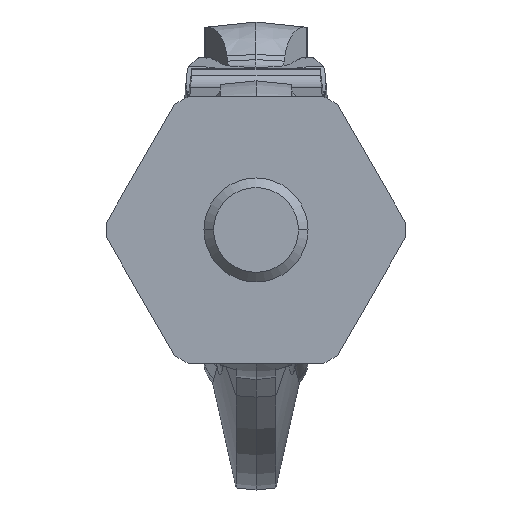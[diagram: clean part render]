
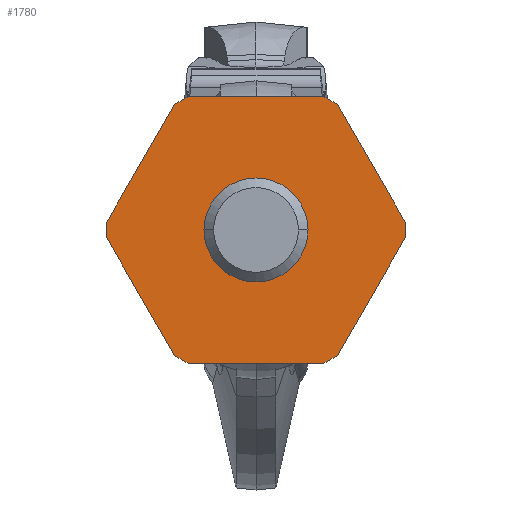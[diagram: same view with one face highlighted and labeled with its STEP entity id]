
A CAD part, front view. The second image highlights one B-rep face of the part: STEP entity #1780.
In plain terms, the highlighted planar face has unit normal (0, -1, 0).
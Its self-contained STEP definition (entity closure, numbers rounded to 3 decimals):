
#249=DIRECTION('',(-0.5,0.,0.866));
#250=VECTOR('',#249,20.857);
#251=CARTESIAN_POINT('',(-12.539,0.,-19.281));
#252=LINE('',#251,#250);
#253=CARTESIAN_POINT('',(0.,0.,0.));
#254=DIRECTION('',(0.,1.,0.));
#255=DIRECTION('',(-0.999,0.,-0.053));
#256=AXIS2_PLACEMENT_3D('',#253,#254,#255);
#258=DIRECTION('',(0.5,0.,0.866));
#259=VECTOR('',#258,20.857);
#260=CARTESIAN_POINT('',(-22.968,0.,1.219));
#261=LINE('',#260,#259);
#262=CARTESIAN_POINT('',(0.,0.,0.));
#263=DIRECTION('',(0.,1.,0.));
#264=DIRECTION('',(-0.545,0.,0.838));
#265=AXIS2_PLACEMENT_3D('',#262,#263,#264);
#267=DIRECTION('',(1.,0.,0.));
#268=VECTOR('',#267,20.857);
#269=CARTESIAN_POINT('',(-10.428,0.,20.5));
#270=LINE('',#269,#268);
#271=CARTESIAN_POINT('',(0.,0.,0.));
#272=DIRECTION('',(0.,1.,0.));
#273=DIRECTION('',(0.453,0.,0.891));
#274=AXIS2_PLACEMENT_3D('',#271,#272,#273);
#276=DIRECTION('',(0.5,0.,-0.866));
#277=VECTOR('',#276,20.857);
#278=CARTESIAN_POINT('',(12.539,0.,19.281));
#279=LINE('',#278,#277);
#280=CARTESIAN_POINT('',(0.,0.,0.));
#281=DIRECTION('',(0.,1.,0.));
#282=DIRECTION('',(0.999,0.,0.053));
#283=AXIS2_PLACEMENT_3D('',#280,#281,#282);
#285=DIRECTION('',(-0.5,0.,-0.866));
#286=VECTOR('',#285,20.857);
#287=CARTESIAN_POINT('',(22.968,0.,-1.219));
#288=LINE('',#287,#286);
#289=CARTESIAN_POINT('',(0.,0.,0.));
#290=DIRECTION('',(0.,1.,0.));
#291=DIRECTION('',(0.545,0.,-0.838));
#292=AXIS2_PLACEMENT_3D('',#289,#290,#291);
#294=DIRECTION('',(-1.,0.,0.));
#295=VECTOR('',#294,20.857);
#296=CARTESIAN_POINT('',(10.428,0.,-20.5));
#297=LINE('',#296,#295);
#298=CARTESIAN_POINT('',(0.,0.,0.));
#299=DIRECTION('',(0.,1.,0.));
#300=DIRECTION('',(-0.453,0.,-0.891));
#301=AXIS2_PLACEMENT_3D('',#298,#299,#300);
#303=CARTESIAN_POINT('',(0.,0.,0.));
#304=DIRECTION('',(0.,-1.,0.));
#305=DIRECTION('',(1.,0.,0.));
#306=AXIS2_PLACEMENT_3D('',#303,#304,#305);
#308=CARTESIAN_POINT('',(0.,0.,0.));
#309=DIRECTION('',(0.,-1.,0.));
#310=DIRECTION('',(-1.,0.,0.));
#311=AXIS2_PLACEMENT_3D('',#308,#309,#310);
#1199=CARTESIAN_POINT('',(-12.539,0.,-19.281));
#1200=CARTESIAN_POINT('',(-22.968,0.,-1.219));
#1201=VERTEX_POINT('',#1199);
#1202=VERTEX_POINT('',#1200);
#1203=CARTESIAN_POINT('',(-10.428,0.,-20.5));
#1204=VERTEX_POINT('',#1203);
#1205=CARTESIAN_POINT('',(10.428,0.,-20.5));
#1206=VERTEX_POINT('',#1205);
#1207=CARTESIAN_POINT('',(12.539,0.,-19.281));
#1208=VERTEX_POINT('',#1207);
#1209=CARTESIAN_POINT('',(22.968,0.,-1.219));
#1210=VERTEX_POINT('',#1209);
#1211=CARTESIAN_POINT('',(22.968,0.,1.219));
#1212=VERTEX_POINT('',#1211);
#1213=CARTESIAN_POINT('',(12.539,0.,19.281));
#1214=VERTEX_POINT('',#1213);
#1215=CARTESIAN_POINT('',(10.428,0.,20.5));
#1216=VERTEX_POINT('',#1215);
#1217=CARTESIAN_POINT('',(-10.428,0.,20.5));
#1218=VERTEX_POINT('',#1217);
#1219=CARTESIAN_POINT('',(-12.539,0.,19.281));
#1220=VERTEX_POINT('',#1219);
#1221=CARTESIAN_POINT('',(-22.968,0.,1.219));
#1222=VERTEX_POINT('',#1221);
#1567=CARTESIAN_POINT('',(6.85,0.,0.));
#1569=VERTEX_POINT('',#1567);
#1572=CARTESIAN_POINT('',(-6.85,0.,0.));
#1574=VERTEX_POINT('',#1572);
#1744=CARTESIAN_POINT('',(0.,0.,0.));
#1745=DIRECTION('',(0.,1.,0.));
#1746=DIRECTION('',(1.,0.,0.));
#1747=AXIS2_PLACEMENT_3D('',#1744,#1745,#1746);
#1748=PLANE('',#1747);
#1750=ORIENTED_EDGE('',*,*,#1749,.T.);
#1752=ORIENTED_EDGE('',*,*,#1751,.T.);
#1754=ORIENTED_EDGE('',*,*,#1753,.T.);
#1756=ORIENTED_EDGE('',*,*,#1755,.T.);
#1757=ORIENTED_EDGE('',*,*,#1608,.T.);
#1759=ORIENTED_EDGE('',*,*,#1758,.T.);
#1761=ORIENTED_EDGE('',*,*,#1760,.T.);
#1763=ORIENTED_EDGE('',*,*,#1762,.T.);
#1765=ORIENTED_EDGE('',*,*,#1764,.T.);
#1767=ORIENTED_EDGE('',*,*,#1766,.T.);
#1769=ORIENTED_EDGE('',*,*,#1768,.T.);
#1771=ORIENTED_EDGE('',*,*,#1770,.T.);
#1772=EDGE_LOOP('',(#1750,#1752,#1754,#1756,#1757,#1759,#1761,#1763,#1765,#1767,
#1769,#1771));
#1773=FACE_OUTER_BOUND('',#1772,.F.);
#1775=ORIENTED_EDGE('',*,*,#1774,.T.);
#1777=ORIENTED_EDGE('',*,*,#1776,.T.);
#1778=EDGE_LOOP('',(#1775,#1777));
#1779=FACE_BOUND('',#1778,.F.);
#1780=ADVANCED_FACE('',(#1773,#1779),#1748,.F.);
#257=CIRCLE('',#256,23.);
#266=CIRCLE('',#265,23.);
#275=CIRCLE('',#274,23.);
#284=CIRCLE('',#283,23.);
#293=CIRCLE('',#292,23.);
#302=CIRCLE('',#301,23.);
#307=CIRCLE('',#306,6.85);
#312=CIRCLE('',#311,6.85);
#1608=EDGE_CURVE('',#1218,#1216,#270,.T.);
#1749=EDGE_CURVE('',#1201,#1202,#252,.T.);
#1751=EDGE_CURVE('',#1202,#1222,#257,.T.);
#1753=EDGE_CURVE('',#1222,#1220,#261,.T.);
#1755=EDGE_CURVE('',#1220,#1218,#266,.T.);
#1758=EDGE_CURVE('',#1216,#1214,#275,.T.);
#1760=EDGE_CURVE('',#1214,#1212,#279,.T.);
#1762=EDGE_CURVE('',#1212,#1210,#284,.T.);
#1764=EDGE_CURVE('',#1210,#1208,#288,.T.);
#1766=EDGE_CURVE('',#1208,#1206,#293,.T.);
#1768=EDGE_CURVE('',#1206,#1204,#297,.T.);
#1770=EDGE_CURVE('',#1204,#1201,#302,.T.);
#1774=EDGE_CURVE('',#1569,#1574,#307,.T.);
#1776=EDGE_CURVE('',#1574,#1569,#312,.T.);
